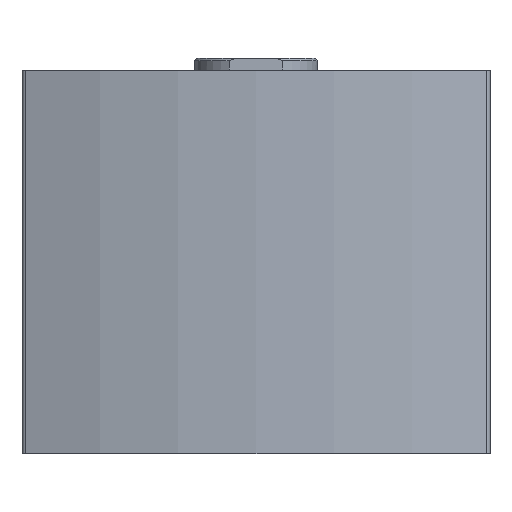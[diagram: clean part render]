
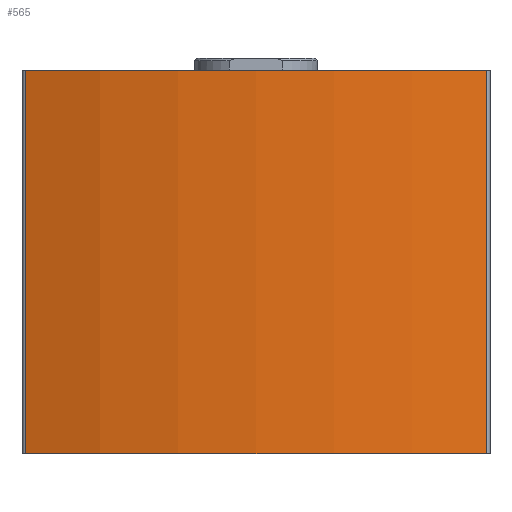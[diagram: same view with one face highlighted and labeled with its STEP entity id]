
A CAD part, front view. The second image highlights one B-rep face of the part: STEP entity #565.
In plain terms, the highlighted cylindrical face has radius 55 mm (diameter 110 mm), a partial arc.
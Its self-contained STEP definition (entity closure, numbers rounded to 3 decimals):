
#43=CIRCLE('',#636,55.);
#44=CIRCLE('',#637,55.);
#84=CYLINDRICAL_SURFACE('',#635,55.);
#108=ORIENTED_EDGE('',*,*,#243,.F.);
#109=ORIENTED_EDGE('',*,*,#242,.F.);
#110=ORIENTED_EDGE('',*,*,#244,.T.);
#111=ORIENTED_EDGE('',*,*,#245,.T.);
#242=EDGE_CURVE('',#309,#308,#363,.T.);
#243=EDGE_CURVE('',#308,#310,#43,.T.);
#244=EDGE_CURVE('',#309,#311,#44,.T.);
#245=EDGE_CURVE('',#311,#310,#364,.T.);
#308=VERTEX_POINT('',#925);
#309=VERTEX_POINT('',#927);
#310=VERTEX_POINT('',#931);
#311=VERTEX_POINT('',#933);
#363=LINE('',#928,#385);
#364=LINE('',#934,#386);
#385=VECTOR('',#731,1000.);
#386=VECTOR('',#738,1000.);
#405=EDGE_LOOP('',(#108,#109,#110,#111));
#475=FACE_BOUND('',#405,.T.);
#565=ADVANCED_FACE('',(#475),#84,.T.);
#635=AXIS2_PLACEMENT_3D('',#929,#732,#733);
#636=AXIS2_PLACEMENT_3D('',#930,#734,#735);
#637=AXIS2_PLACEMENT_3D('',#932,#736,#737);
#731=DIRECTION('',(0.,0.,1.));
#732=DIRECTION('',(0.,0.,1.));
#733=DIRECTION('',(1.,0.,0.));
#734=DIRECTION('',(0.,0.,1.));
#735=DIRECTION('',(1.,0.,0.));
#736=DIRECTION('',(0.,0.,1.));
#737=DIRECTION('',(1.,0.,0.));
#738=DIRECTION('',(0.,0.,1.));
#925=CARTESIAN_POINT('',(-18.736,-12.21,0.));
#927=CARTESIAN_POINT('',(-18.736,-12.21,-31.1));
#928=CARTESIAN_POINT('',(-18.736,-12.21,-31.1));
#929=CARTESIAN_POINT('',(0.,39.5,-31.1));
#930=CARTESIAN_POINT('',(0.,39.5,0.));
#931=CARTESIAN_POINT('',(18.736,-12.21,0.));
#932=CARTESIAN_POINT('',(0.,39.5,-31.1));
#933=CARTESIAN_POINT('',(18.736,-12.21,-31.1));
#934=CARTESIAN_POINT('',(18.736,-12.21,-31.1));
